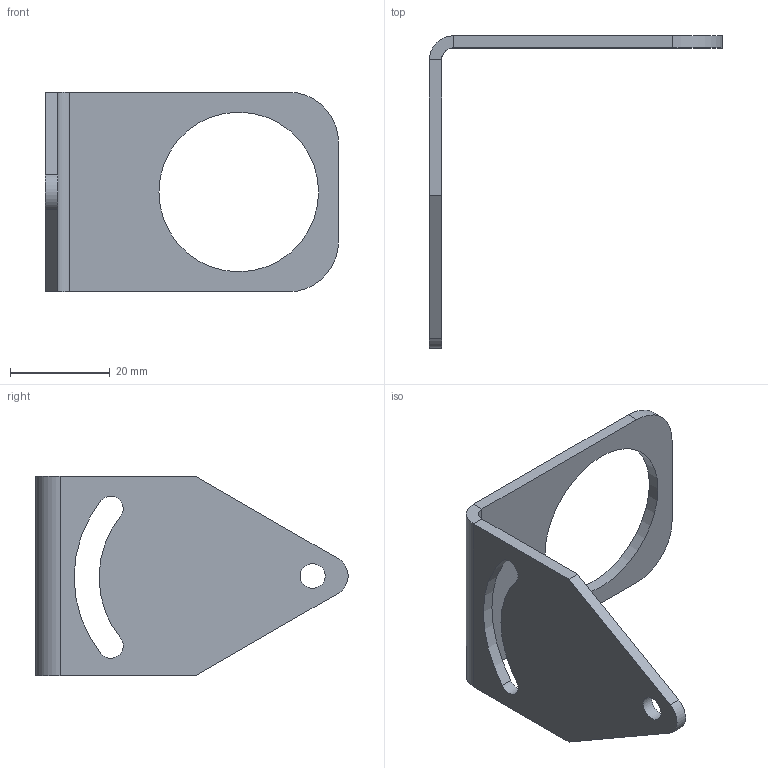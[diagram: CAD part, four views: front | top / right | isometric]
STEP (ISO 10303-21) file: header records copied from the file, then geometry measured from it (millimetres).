
FILE_DESCRIPTION(/* description */ (''),/* implementation_level */ '2;1');
FILE_NAME(/* name */ 'Haltewinkel SBP-RGB.stp',/* time_stamp */ '2020-01-08T09:52:36+01:00',/* author */ ('S. Sandt'),/* organization */ ('di-soric GmbH & Co. KG'),/* preprocessor_version */ 'ST-DEVELOPER v17.2',/* originating_system */ 'Autodesk Inventor 2019',/* authorisation */ '');
FILE_SCHEMA (('AUTOMOTIVE_DESIGN { 1 0 10303 214 3 1 1 }'));
Length unit declared in the file: millimetre
Products named in the file (1): Haltewwinkel
Bounding box: 58.75 x 62.6 x 40 mm (x, y, z)
Volume: 7541 mm3; surface area: 7371.5 mm2
Topology: 1 solids, 1 shells, 24 faces, 58 edges, 36 vertices
Faces by surface type: plane 13, cylinder 11
Full cylindrical faces by diameter (mm): 5 x1, 32 x1
Entity records: 753 total; most frequent: DIRECTION 130, CARTESIAN_POINT 119, ORIENTED_EDGE 116, EDGE_CURVE 58, AXIS2_PLACEMENT_3D 47, LINE 36, VECTOR 36, VERTEX_POINT 36
